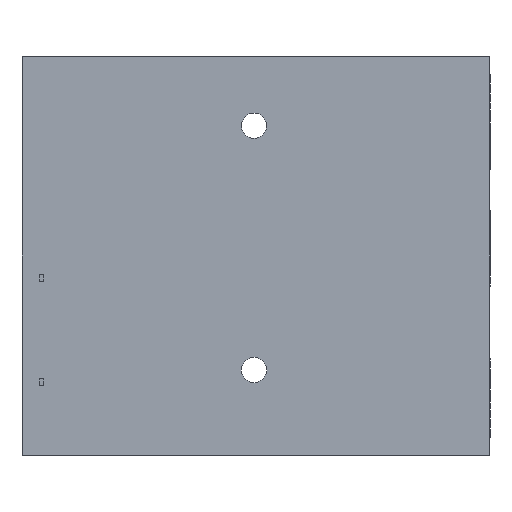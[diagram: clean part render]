
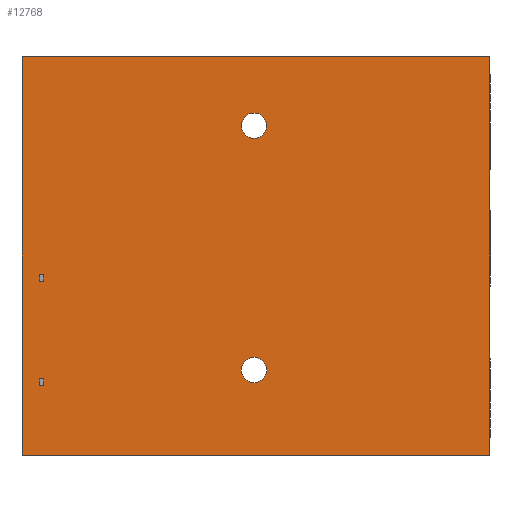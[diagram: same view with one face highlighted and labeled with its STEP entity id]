
A CAD part, front view. The second image highlights one B-rep face of the part: STEP entity #12768.
In plain terms, the highlighted planar face has unit normal (0, -1, 0).
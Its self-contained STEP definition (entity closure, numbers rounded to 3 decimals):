
#244 = EDGE_CURVE ( 'NONE', #1339, #9961, #6674, .T. ) ;
#248 = ORIENTED_EDGE ( 'NONE', *, *, #14924, .T. ) ;
#452 = EDGE_CURVE ( 'NONE', #4924, #15363, #13453, .T. ) ;
#562 = DIRECTION ( 'NONE',  ( 1., 0., 0. ) ) ;
#583 = DIRECTION ( 'NONE',  ( 0., 1., 0. ) ) ;
#775 = CARTESIAN_POINT ( 'NONE',  ( -26.07, 0., 0. ) ) ;
#895 = VECTOR ( 'NONE', #16364, 1000. ) ;
#984 = VERTEX_POINT ( 'NONE', #15262 ) ;
#1137 = CARTESIAN_POINT ( 'NONE',  ( -26.07, 0., 14.033 ) ) ;
#1339 = VERTEX_POINT ( 'NONE', #14996 ) ;
#1486 = LINE ( 'NONE', #11394, #11342 ) ;
#1613 = AXIS2_PLACEMENT_3D ( 'NONE', #16541, #15118, #18110 ) ;
#1635 = EDGE_CURVE ( 'NONE', #13312, #4924, #17618, .T. ) ;
#1756 = EDGE_CURVE ( 'NONE', #13312, #17122, #1486, .T. ) ;
#1895 = CARTESIAN_POINT ( 'NONE',  ( -26.57, 0., 14.033 ) ) ;
#1940 = CARTESIAN_POINT ( 'NONE',  ( -0.25, 0., 32.333 ) ) ;
#1960 = EDGE_CURVE ( 'NONE', #17415, #4663, #15065, .T. ) ;
#2060 = CARTESIAN_POINT ( 'NONE',  ( -28.75, 0., 40.833 ) ) ;
#2188 = DIRECTION ( 'NONE',  ( -1., 0., 0. ) ) ;
#2312 = CARTESIAN_POINT ( 'NONE',  ( -28.75, 0., -8.167 ) ) ;
#2327 = LINE ( 'NONE', #15484, #18702 ) ;
#2387 = PLANE ( 'NONE',  #4187 ) ;
#2400 = LINE ( 'NONE', #10330, #7549 ) ;
#2466 = VERTEX_POINT ( 'NONE', #10774 ) ;
#2741 = FACE_OUTER_BOUND ( 'NONE', #5313, .T. ) ;
#2829 = EDGE_CURVE ( 'NONE', #17122, #15363, #18761, .T. ) ;
#3015 = EDGE_CURVE ( 'NONE', #11939, #2466, #12924, .T. ) ;
#3326 = EDGE_CURVE ( 'NONE', #4663, #12043, #18981, .T. ) ;
#3465 = EDGE_CURVE ( 'NONE', #9075, #17415, #10813, .T. ) ;
#3923 = ORIENTED_EDGE ( 'NONE', *, *, #1756, .T. ) ;
#4187 = AXIS2_PLACEMENT_3D ( 'NONE', #14231, #14358, #5263 ) ;
#4404 = EDGE_LOOP ( 'NONE', ( #19316, #9094 ) ) ;
#4614 = EDGE_CURVE ( 'NONE', #11179, #18647, #4695, .T. ) ;
#4631 = EDGE_CURVE ( 'NONE', #2466, #11939, #8220, .T. ) ;
#4663 = VERTEX_POINT ( 'NONE', #11118 ) ;
#4695 = CIRCLE ( 'NONE', #14946, 1.55 ) ;
#4906 = CARTESIAN_POINT ( 'NONE',  ( -0.25, 0., 3.883 ) ) ;
#4908 = EDGE_CURVE ( 'NONE', #12043, #9075, #19155, .T. ) ;
#4924 = VERTEX_POINT ( 'NONE', #9573 ) ;
#5263 = DIRECTION ( 'NONE',  ( 0., 0., 1. ) ) ;
#5313 = EDGE_LOOP ( 'NONE', ( #17119, #13108, #3923, #17430 ) ) ;
#5424 = VECTOR ( 'NONE', #562, 1000. ) ;
#5447 = AXIS2_PLACEMENT_3D ( 'NONE', #15559, #583, #15626 ) ;
#5508 = ORIENTED_EDGE ( 'NONE', *, *, #4631, .T. ) ;
#5649 = EDGE_CURVE ( 'NONE', #9961, #10962, #18206, .T. ) ;
#5743 = ORIENTED_EDGE ( 'NONE', *, *, #4908, .T. ) ;
#5823 = DIRECTION ( 'NONE',  ( 0., 0., -1. ) ) ;
#6109 = EDGE_CURVE ( 'NONE', #18647, #11179, #13298, .T. ) ;
#6618 = DIRECTION ( 'NONE',  ( 1., 0., 0. ) ) ;
#6674 = LINE ( 'NONE', #8176, #9241 ) ;
#6885 = DIRECTION ( 'NONE',  ( 0., 1., 0. ) ) ;
#7216 = ORIENTED_EDGE ( 'NONE', *, *, #5649, .T. ) ;
#7549 = VECTOR ( 'NONE', #5823, 1000. ) ;
#7726 = VECTOR ( 'NONE', #9249, 1000. ) ;
#7735 = DIRECTION ( 'NONE',  ( 0., 1., 0. ) ) ;
#7894 = FACE_BOUND ( 'NONE', #4404, .T. ) ;
#7920 = ORIENTED_EDGE ( 'NONE', *, *, #3326, .T. ) ;
#8019 = ORIENTED_EDGE ( 'NONE', *, *, #244, .T. ) ;
#8052 = VECTOR ( 'NONE', #6618, 1000. ) ;
#8176 = CARTESIAN_POINT ( 'NONE',  ( -26.57, 0., 0. ) ) ;
#8220 = CIRCLE ( 'NONE', #5447, 1.55 ) ;
#8404 = ORIENTED_EDGE ( 'NONE', *, *, #10755, .T. ) ;
#8457 = DIRECTION ( 'NONE',  ( 0., 0., 1. ) ) ;
#9075 = VERTEX_POINT ( 'NONE', #17616 ) ;
#9094 = ORIENTED_EDGE ( 'NONE', *, *, #6109, .T. ) ;
#9241 = VECTOR ( 'NONE', #11177, 1000. ) ;
#9249 = DIRECTION ( 'NONE',  ( 0., 0., 1. ) ) ;
#9573 = CARTESIAN_POINT ( 'NONE',  ( 28.75, 0., 40.833 ) ) ;
#9765 = DIRECTION ( 'NONE',  ( -1., 0., 0. ) ) ;
#9789 = DIRECTION ( 'NONE',  ( 1., 0., 0. ) ) ;
#9961 = VERTEX_POINT ( 'NONE', #1895 ) ;
#10232 = FACE_BOUND ( 'NONE', #18827, .T. ) ;
#10330 = CARTESIAN_POINT ( 'NONE',  ( -26.07, 0., 0. ) ) ;
#10755 = EDGE_CURVE ( 'NONE', #984, #1339, #2327, .T. ) ;
#10774 = CARTESIAN_POINT ( 'NONE',  ( -0.25, 0., 0.783 ) ) ;
#10813 = LINE ( 'NONE', #17082, #5424 ) ;
#10962 = VERTEX_POINT ( 'NONE', #1137 ) ;
#11051 = VECTOR ( 'NONE', #9765, 1000. ) ;
#11088 = VECTOR ( 'NONE', #15556, 1000. ) ;
#11118 = CARTESIAN_POINT ( 'NONE',  ( -26.07, 0., 0.433 ) ) ;
#11177 = DIRECTION ( 'NONE',  ( 0., 0., 1. ) ) ;
#11179 = VERTEX_POINT ( 'NONE', #13645 ) ;
#11342 = VECTOR ( 'NONE', #12957, 1000. ) ;
#11394 = CARTESIAN_POINT ( 'NONE',  ( -28.75, 0., 0. ) ) ;
#11644 = AXIS2_PLACEMENT_3D ( 'NONE', #19020, #6885, #8457 ) ;
#11851 = ORIENTED_EDGE ( 'NONE', *, *, #3015, .T. ) ;
#11939 = VERTEX_POINT ( 'NONE', #4906 ) ;
#12043 = VERTEX_POINT ( 'NONE', #14444 ) ;
#12761 = CARTESIAN_POINT ( 'NONE',  ( -28.75, 0., 40.833 ) ) ;
#12768 = ADVANCED_FACE ( 'NONE', ( #10232, #15847, #7894, #15370, #2741 ), #2387, .F. ) ;
#12805 = CARTESIAN_POINT ( 'NONE',  ( 28.75, 0., 0. ) ) ;
#12924 = CIRCLE ( 'NONE', #1613, 1.55 ) ;
#12957 = DIRECTION ( 'NONE',  ( 0., 0., -1. ) ) ;
#12974 = VECTOR ( 'NONE', #17421, 1000. ) ;
#13108 = ORIENTED_EDGE ( 'NONE', *, *, #1635, .F. ) ;
#13298 = CIRCLE ( 'NONE', #11644, 1.55 ) ;
#13312 = VERTEX_POINT ( 'NONE', #2060 ) ;
#13400 = VECTOR ( 'NONE', #9789, 1000. ) ;
#13453 = LINE ( 'NONE', #12805, #12974 ) ;
#13645 = CARTESIAN_POINT ( 'NONE',  ( -0.25, 0., 33.883 ) ) ;
#13724 = CARTESIAN_POINT ( 'NONE',  ( -28.75, 0., -8.167 ) ) ;
#14101 = CARTESIAN_POINT ( 'NONE',  ( 28.75, 0., -8.167 ) ) ;
#14231 = CARTESIAN_POINT ( 'NONE',  ( 0., 0., 0. ) ) ;
#14358 = DIRECTION ( 'NONE',  ( 0., 1., 0. ) ) ;
#14444 = CARTESIAN_POINT ( 'NONE',  ( -26.57, 0., 0.433 ) ) ;
#14633 = EDGE_LOOP ( 'NONE', ( #8404, #8019, #7216, #248 ) ) ;
#14924 = EDGE_CURVE ( 'NONE', #10962, #984, #2400, .T. ) ;
#14946 = AXIS2_PLACEMENT_3D ( 'NONE', #1940, #7735, #16902 ) ;
#14996 = CARTESIAN_POINT ( 'NONE',  ( -26.57, 0., 13.233 ) ) ;
#15004 = CARTESIAN_POINT ( 'NONE',  ( -26.57, 0., 0. ) ) ;
#15065 = LINE ( 'NONE', #775, #11088 ) ;
#15118 = DIRECTION ( 'NONE',  ( 0., 1., 0. ) ) ;
#15262 = CARTESIAN_POINT ( 'NONE',  ( -26.07, 0., 13.233 ) ) ;
#15363 = VERTEX_POINT ( 'NONE', #14101 ) ;
#15370 = FACE_BOUND ( 'NONE', #16354, .T. ) ;
#15484 = CARTESIAN_POINT ( 'NONE',  ( 0., 0., 13.233 ) ) ;
#15556 = DIRECTION ( 'NONE',  ( 0., 0., -1. ) ) ;
#15559 = CARTESIAN_POINT ( 'NONE',  ( -0.25, 0., 2.333 ) ) ;
#15626 = DIRECTION ( 'NONE',  ( 0., 0., 1. ) ) ;
#15803 = CARTESIAN_POINT ( 'NONE',  ( -26.07, 0., 1.233 ) ) ;
#15806 = ORIENTED_EDGE ( 'NONE', *, *, #3465, .T. ) ;
#15847 = FACE_BOUND ( 'NONE', #14633, .T. ) ;
#16354 = EDGE_LOOP ( 'NONE', ( #11851, #5508 ) ) ;
#16364 = DIRECTION ( 'NONE',  ( 1., 0., 0. ) ) ;
#16541 = CARTESIAN_POINT ( 'NONE',  ( -0.25, 0., 2.333 ) ) ;
#16902 = DIRECTION ( 'NONE',  ( 0., 0., 1. ) ) ;
#17082 = CARTESIAN_POINT ( 'NONE',  ( 0., 0., 1.233 ) ) ;
#17119 = ORIENTED_EDGE ( 'NONE', *, *, #452, .F. ) ;
#17122 = VERTEX_POINT ( 'NONE', #13724 ) ;
#17415 = VERTEX_POINT ( 'NONE', #15803 ) ;
#17421 = DIRECTION ( 'NONE',  ( 0., 0., -1. ) ) ;
#17430 = ORIENTED_EDGE ( 'NONE', *, *, #2829, .T. ) ;
#17616 = CARTESIAN_POINT ( 'NONE',  ( -26.57, 0., 1.233 ) ) ;
#17618 = LINE ( 'NONE', #12761, #8052 ) ;
#17998 = CARTESIAN_POINT ( 'NONE',  ( 0., 0., 14.033 ) ) ;
#18079 = ORIENTED_EDGE ( 'NONE', *, *, #1960, .T. ) ;
#18110 = DIRECTION ( 'NONE',  ( 0., 0., 1. ) ) ;
#18206 = LINE ( 'NONE', #17998, #895 ) ;
#18647 = VERTEX_POINT ( 'NONE', #19328 ) ;
#18697 = CARTESIAN_POINT ( 'NONE',  ( 0., 0., 0.433 ) ) ;
#18702 = VECTOR ( 'NONE', #2188, 1000. ) ;
#18761 = LINE ( 'NONE', #2312, #13400 ) ;
#18827 = EDGE_LOOP ( 'NONE', ( #7920, #5743, #15806, #18079 ) ) ;
#18981 = LINE ( 'NONE', #18697, #11051 ) ;
#19020 = CARTESIAN_POINT ( 'NONE',  ( -0.25, 0., 32.333 ) ) ;
#19155 = LINE ( 'NONE', #15004, #7726 ) ;
#19316 = ORIENTED_EDGE ( 'NONE', *, *, #4614, .T. ) ;
#19328 = CARTESIAN_POINT ( 'NONE',  ( -0.25, 0., 30.783 ) ) ;
